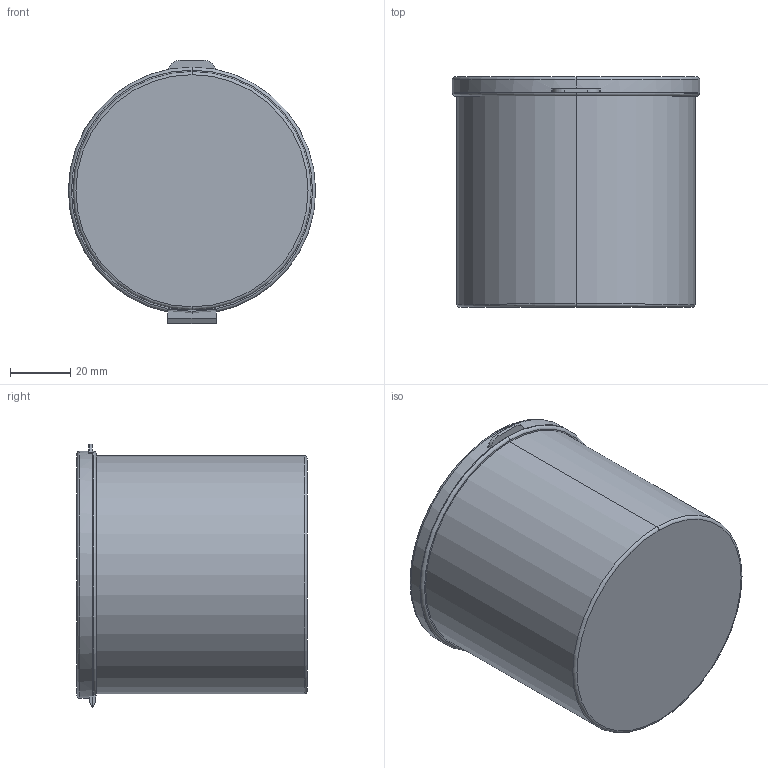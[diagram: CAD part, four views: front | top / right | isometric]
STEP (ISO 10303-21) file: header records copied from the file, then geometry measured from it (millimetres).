
FILE_DESCRIPTION (( 'STEP AP214' ), '1' );
FILE_NAME ('B182 Êîðîáêà ïëàñòèêîâàÿ, O78x74 ìì.STEP', '2020-04-06T12:40:26', ( '' ), ( '' ), 'SwSTEP 2.0', 'SolidWorks 2020', '' );
FILE_SCHEMA (( 'AUTOMOTIVE_DESIGN' ));
Length unit declared in the file: millimetre
Products named in the file (3): B182 Åìêîñòü; B182 Êîðîáêà ïëàñòèêîâàÿ, O78x74 ìì; B182 Êðûøêà
Assembly tree (2 placements, depth 2):
  B182 Êîðîáêà ïëàñòèêîâàÿ, O78x74 ìì
    B182 Åìêîñòü
    B182 Êðûøêà
Bounding box: 82 x 76.4 x 87.36 mm (x, y, z)
Volume: 31163.5 mm3; surface area: 59852.7 mm2
Topology: 3 solids, 3 shells, 62 faces, 132 edges, 81 vertices
Faces by surface type: plane 23, cylinder 19, torus 16, cone 2, bspline 2
Entity records: 1862 total; most frequent: CARTESIAN_POINT 368, DIRECTION 327, ORIENTED_EDGE 264, AXIS2_PLACEMENT_3D 138, EDGE_CURVE 132, VERTEX_POINT 81, CIRCLE 73, EDGE_LOOP 67
